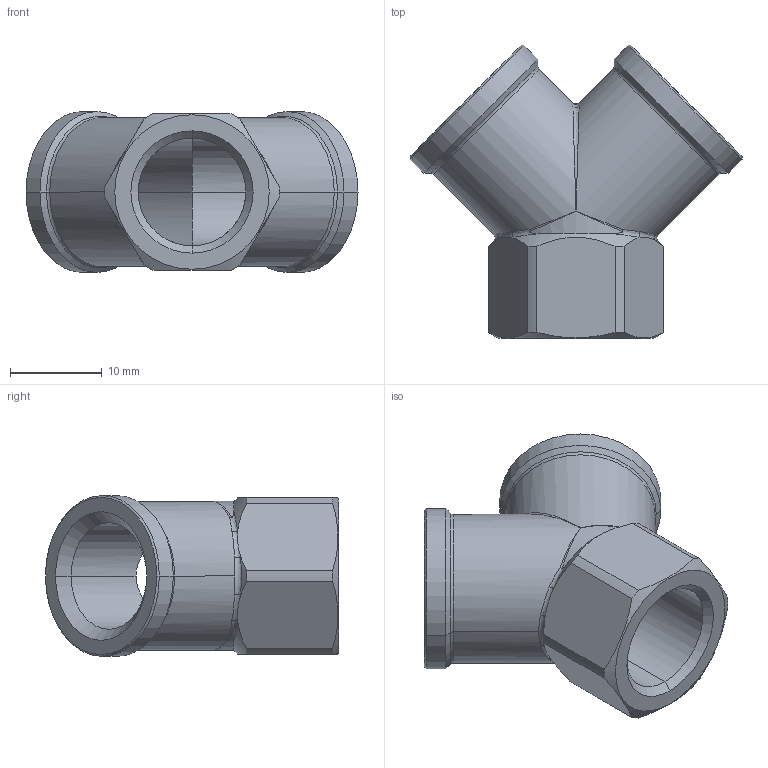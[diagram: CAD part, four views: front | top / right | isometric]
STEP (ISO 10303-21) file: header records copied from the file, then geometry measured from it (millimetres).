
FILE_DESCRIPTION (( 'STEP AP203' ), '1' );
FILE_NAME ('05300002.STEP', '2010-09-13T16:02:13', ( 'Flavio' ), ( '' ), 'SwSTEP 2.0', 'SolidWorks 2009', '' );
FILE_SCHEMA (( 'CONFIG_CONTROL_DESIGN' ));
Length unit declared in the file: millimetre
Products named in the file (1): 05300002
Bounding box: 36.09 x 31.86 x 17.5 mm (x, y, z)
Volume: 4530.2 mm3; surface area: 3897.5 mm2
Topology: 1 solids, 1 shells, 90 faces, 227 edges, 138 vertices
Faces by surface type: cylinder 30, cone 28, bspline 15, plane 13, torus 4
Entity records: 4192 total; most frequent: CARTESIAN_POINT 2185, ORIENTED_EDGE 454, DIRECTION 348, EDGE_CURVE 227, AXIS2_PLACEMENT_3D 150, VERTEX_POINT 138, EDGE_LOOP 93, ADVANCED_FACE 90
